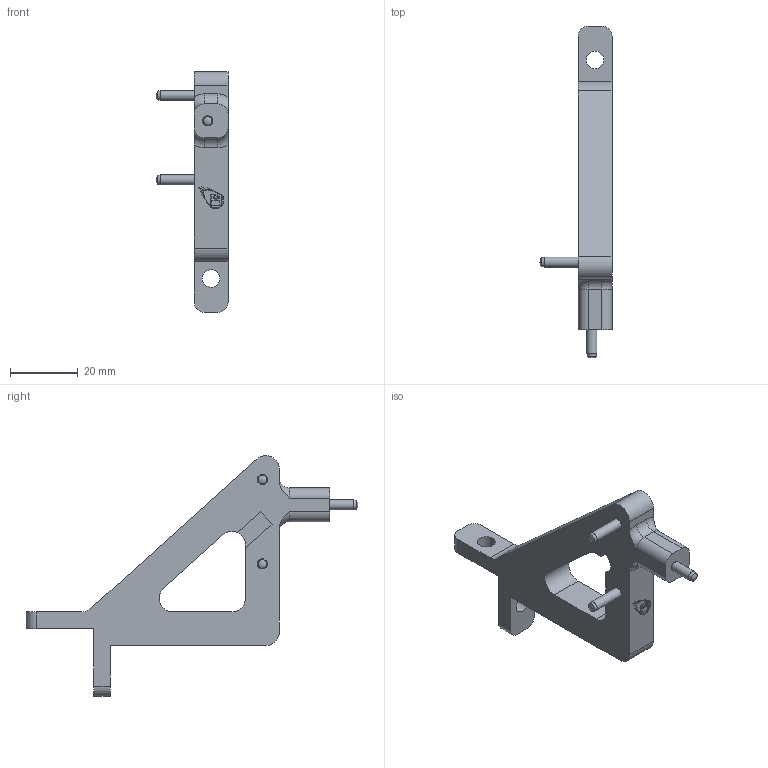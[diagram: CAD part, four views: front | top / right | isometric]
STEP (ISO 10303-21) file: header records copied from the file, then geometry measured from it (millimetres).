
FILE_DESCRIPTION(/* description */ ('STEP AP242','CAx-IF Rec.Pracs.---Representation and Presentation of Product Manufacturing Information (PMI)---4.0---2014-10-13','CAx-IF Rec.Pracs.---3D Tessellated Geometry---0.4---2014-09-14','2;1'),/* implementation_level */ '2;1');
FILE_NAME(/* name */ '6817cca547edb54ad6d94ad2',/* time_stamp */ '2025-05-04T20:23:01Z',/* author */ (''),/* organization */ (''),/* preprocessor_version */ 'ST-DEVELOPER v20',/* originating_system */ 'ONSHAPE BY PTC INC, 1.197',/* authorisation */ ' ');
FILE_SCHEMA (('AP242_MANAGED_MODEL_BASED_3D_ENGINEERING_MIM_LF { 1 0 10303 442 1 1 4 }'));
Length unit declared in the file: metre
Products named in the file (3): Tool Bay - Basic; m3 x 16mm dowel pin
Assembly tree (4 placements, depth 2):
  Tool Bay - Basic
    Tool Bay - Basic
    m3 x 16mm dowel pin  x3
Bounding box: 21.33 x 98.33 x 71.23 mm (x, y, z)
Volume: 18752.7 mm3; surface area: 8170.6 mm2
Topology: 4 solids, 4 shells, 148 faces, 381 edges, 253 vertices
Faces by surface type: plane 91, cylinder 35, bspline 9, sphere 6, torus 4, cone 3
Full cylindrical faces by diameter (mm): 3 x6, 5.2 x2
Entity records: 4414 total; most frequent: CARTESIAN_POINT 889, ORIENTED_EDGE 720, DIRECTION 682, EDGE_CURVE 360, LINE 266, VECTOR 266, VERTEX_POINT 243, AXIS2_PLACEMENT_3D 208
